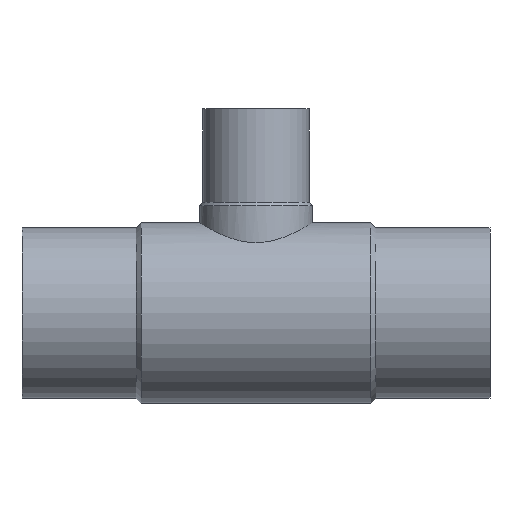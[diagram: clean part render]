
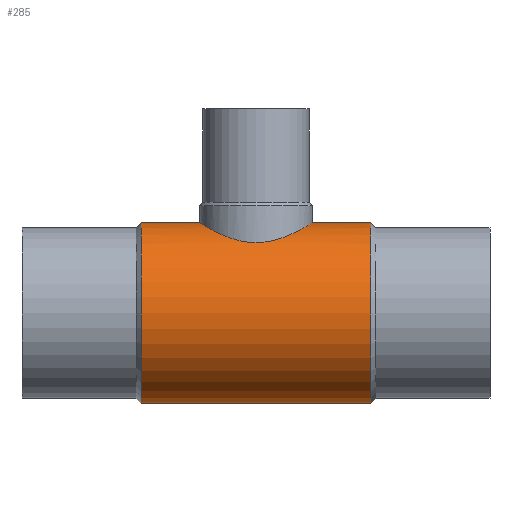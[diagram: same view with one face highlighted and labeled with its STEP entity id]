
A CAD part, top view. The second image highlights one B-rep face of the part: STEP entity #285.
In plain terms, the highlighted cylindrical face has radius 105.95 mm (diameter 211.9 mm), a partial arc.
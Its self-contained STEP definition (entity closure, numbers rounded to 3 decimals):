
#167 = VERTEX_POINT( '', #397 );
#185 = VERTEX_POINT( '', #417 );
#233 = EDGE_CURVE( '', #299, #327, #471, .T. );
#267 = EDGE_CURVE( '', #303, #299, #508, .T. );
#269 = EDGE_CURVE( '', #319, #167, #510, .T. );
#285 = ADVANCED_FACE( '', ( #528 ), #529, .T. );
#289 = EDGE_CURVE( '', #167, #303, #533, .T. );
#295 = EDGE_CURVE( '', #185, #327, #539, .T. );
#299 = VERTEX_POINT( '', #544 );
#303 = VERTEX_POINT( '', #549 );
#305 = EDGE_CURVE( '', #185, #319, #551, .T. );
#319 = VERTEX_POINT( '', #566 );
#327 = VERTEX_POINT( '', #578 );
#397 = CARTESIAN_POINT( '', ( -139.95, 105.95, 0. ) );
#417 = CARTESIAN_POINT( '', ( -410.05, -105.95, 0. ) );
#471 = LINE( '', #917, #918 );
#508 = B_SPLINE_CURVE_WITH_KNOTS( '', 3, ( #965, #966, #967, #968, #969, #970, #971, #972, #973, #974, #975, #976, #977, #978, #979, #980, #981, #982, #983, #984, #985, #986, #987, #988, #989, #990, #991, #992, #993, #994, #995, #996, #997, #998, #999, #1000, #1001, #1002, #1003, #1004, #1005, #1006, #1007, #1008, #1009, #1010, #1011, #1012, #1013, #1014, #1015, #1016, #1017, #1018, #1019, #1020, #1021, #1022, #1023, #1024, #1025, #1026, #1027, #1028, #1029, #1030 ), .UNSPECIFIED., .F., .F., ( 4, 2, 2, 2, 2, 2, 2, 2, 2, 2, 2, 2, 2, 2, 2, 2, 2, 2, 2, 2, 2, 2, 2, 2, 2, 2, 2, 2, 2, 2, 2, 2, 4 ), ( 103.245, 109.673, 116.1, 122.527, 128.954, 135.382, 141.809, 148.236, 154.664, 161.142, 167.62, 174.099, 180.577, 187.056, 193.534, 200.012, 206.491, 212.969, 219.448, 225.926, 232.404, 238.883, 245.361, 251.84, 258.318, 264.745, 271.173, 277.6, 284.027, 290.454, 296.882, 303.309, 309.736 ), .UNSPECIFIED. );
#510 = CIRCLE( '', #1033, 105.95 );
#528 = FACE_OUTER_BOUND( '', #1055, .T. );
#529 = CYLINDRICAL_SURFACE( '', #1056, 105.95 );
#533 = LINE( '', #1063, #1064 );
#539 = CIRCLE( '', #1074, 105.95 );
#544 = CARTESIAN_POINT( '', ( -341.2, 105.95, 0. ) );
#549 = CARTESIAN_POINT( '', ( -208.8, 105.95, 0. ) );
#551 = LINE( '', #1087, #1088 );
#566 = CARTESIAN_POINT( '', ( -139.95, -105.95, 0. ) );
#578 = CARTESIAN_POINT( '', ( -410.05, 105.95, 0. ) );
#917 = CARTESIAN_POINT( '', ( -275., 105.95, 0. ) );
#918 = VECTOR( '', #1310, 1. );
#965 = CARTESIAN_POINT( '', ( -208.8, 105.95, 0. ) );
#966 = CARTESIAN_POINT( '', ( -208.8, 105.95, 2.142 ) );
#967 = CARTESIAN_POINT( '', ( -208.904, 105.885, 4.312 ) );
#968 = CARTESIAN_POINT( '', ( -209.333, 105.618, 8.663 ) );
#969 = CARTESIAN_POINT( '', ( -209.657, 105.416, 10.844 ) );
#970 = CARTESIAN_POINT( '', ( -210.525, 104.88, 15.177 ) );
#971 = CARTESIAN_POINT( '', ( -211.07, 104.546, 17.328 ) );
#972 = CARTESIAN_POINT( '', ( -212.371, 103.755, 21.563 ) );
#973 = CARTESIAN_POINT( '', ( -213.128, 103.299, 23.646 ) );
#974 = CARTESIAN_POINT( '', ( -214.838, 102.284, 27.709 ) );
#975 = CARTESIAN_POINT( '', ( -215.792, 101.725, 29.691 ) );
#976 = CARTESIAN_POINT( '', ( -217.876, 100.526, 33.526 ) );
#977 = CARTESIAN_POINT( '', ( -219.006, 99.886, 35.38 ) );
#978 = CARTESIAN_POINT( '', ( -221.415, 98.556, 38.932 ) );
#979 = CARTESIAN_POINT( '', ( -222.694, 97.865, 40.631 ) );
#980 = CARTESIAN_POINT( '', ( -225.366, 96.464, 43.855 ) );
#981 = CARTESIAN_POINT( '', ( -226.759, 95.753, 45.38 ) );
#982 = CARTESIAN_POINT( '', ( -229.632, 94.338, 48.253 ) );
#983 = CARTESIAN_POINT( '', ( -231.165, 93.607, 49.653 ) );
#984 = CARTESIAN_POINT( '', ( -234.401, 92.137, 52.331 ) );
#985 = CARTESIAN_POINT( '', ( -236.102, 91.397, 53.61 ) );
#986 = CARTESIAN_POINT( '', ( -239.653, 89.943, 56.015 ) );
#987 = CARTESIAN_POINT( '', ( -241.503, 89.229, 57.141 ) );
#988 = CARTESIAN_POINT( '', ( -245.326, 87.865, 59.217 ) );
#989 = CARTESIAN_POINT( '', ( -247.3, 87.215, 60.166 ) );
#990 = CARTESIAN_POINT( '', ( -251.346, 86.016, 61.869 ) );
#991 = CARTESIAN_POINT( '', ( -253.421, 85.466, 62.623 ) );
#992 = CARTESIAN_POINT( '', ( -257.641, 84.499, 63.922 ) );
#993 = CARTESIAN_POINT( '', ( -259.787, 84.082, 64.466 ) );
#994 = CARTESIAN_POINT( '', ( -264.114, 83.408, 65.336 ) );
#995 = CARTESIAN_POINT( '', ( -266.297, 83.15, 65.662 ) );
#996 = CARTESIAN_POINT( '', ( -270.66, 82.807, 66.094 ) );
#997 = CARTESIAN_POINT( '', ( -272.841, 82.722, 66.2 ) );
#998 = CARTESIAN_POINT( '', ( -277.159, 82.722, 66.2 ) );
#999 = CARTESIAN_POINT( '', ( -279.34, 82.807, 66.094 ) );
#1000 = CARTESIAN_POINT( '', ( -283.703, 83.15, 65.662 ) );
#1001 = CARTESIAN_POINT( '', ( -285.886, 83.408, 65.336 ) );
#1002 = CARTESIAN_POINT( '', ( -290.213, 84.082, 64.466 ) );
#1003 = CARTESIAN_POINT( '', ( -292.359, 84.499, 63.922 ) );
#1004 = CARTESIAN_POINT( '', ( -296.579, 85.466, 62.623 ) );
#1005 = CARTESIAN_POINT( '', ( -298.654, 86.016, 61.869 ) );
#1006 = CARTESIAN_POINT( '', ( -302.7, 87.215, 60.166 ) );
#1007 = CARTESIAN_POINT( '', ( -304.674, 87.865, 59.217 ) );
#1008 = CARTESIAN_POINT( '', ( -308.497, 89.229, 57.141 ) );
#1009 = CARTESIAN_POINT( '', ( -310.347, 89.943, 56.015 ) );
#1010 = CARTESIAN_POINT( '', ( -313.898, 91.397, 53.61 ) );
#1011 = CARTESIAN_POINT( '', ( -315.599, 92.137, 52.331 ) );
#1012 = CARTESIAN_POINT( '', ( -318.835, 93.607, 49.653 ) );
#1013 = CARTESIAN_POINT( '', ( -320.368, 94.338, 48.253 ) );
#1014 = CARTESIAN_POINT( '', ( -323.241, 95.753, 45.38 ) );
#1015 = CARTESIAN_POINT( '', ( -324.634, 96.464, 43.855 ) );
#1016 = CARTESIAN_POINT( '', ( -327.306, 97.865, 40.631 ) );
#1017 = CARTESIAN_POINT( '', ( -328.585, 98.556, 38.932 ) );
#1018 = CARTESIAN_POINT( '', ( -330.994, 99.886, 35.38 ) );
#1019 = CARTESIAN_POINT( '', ( -332.124, 100.526, 33.526 ) );
#1020 = CARTESIAN_POINT( '', ( -334.208, 101.725, 29.691 ) );
#1021 = CARTESIAN_POINT( '', ( -335.162, 102.284, 27.709 ) );
#1022 = CARTESIAN_POINT( '', ( -336.872, 103.299, 23.646 ) );
#1023 = CARTESIAN_POINT( '', ( -337.629, 103.755, 21.563 ) );
#1024 = CARTESIAN_POINT( '', ( -338.93, 104.546, 17.328 ) );
#1025 = CARTESIAN_POINT( '', ( -339.475, 104.88, 15.177 ) );
#1026 = CARTESIAN_POINT( '', ( -340.343, 105.416, 10.844 ) );
#1027 = CARTESIAN_POINT( '', ( -340.667, 105.618, 8.663 ) );
#1028 = CARTESIAN_POINT( '', ( -341.096, 105.885, 4.312 ) );
#1029 = CARTESIAN_POINT( '', ( -341.2, 105.95, 2.142 ) );
#1030 = CARTESIAN_POINT( '', ( -341.2, 105.95, 0. ) );
#1033 = AXIS2_PLACEMENT_3D( '', #1348, #1349, #1350 );
#1055 = EDGE_LOOP( '', ( #1370, #1371, #1372, #1373, #1374, #1375 ) );
#1056 = AXIS2_PLACEMENT_3D( '', #1376, #1377, #1378 );
#1063 = CARTESIAN_POINT( '', ( -275., 105.95, 0. ) );
#1064 = VECTOR( '', #1380, 1. );
#1074 = AXIS2_PLACEMENT_3D( '', #1385, #1386, #1387 );
#1087 = CARTESIAN_POINT( '', ( -275., -105.95, 0. ) );
#1088 = VECTOR( '', #1404, 1. );
#1310 = DIRECTION( '', ( -1., 0., 0. ) );
#1348 = CARTESIAN_POINT( '', ( -139.95, 0., 0. ) );
#1349 = DIRECTION( '', ( -1., 0., 0. ) );
#1350 = DIRECTION( '', ( 0., 1., 0. ) );
#1370 = ORIENTED_EDGE( '', *, *, #289, .T. );
#1371 = ORIENTED_EDGE( '', *, *, #267, .T. );
#1372 = ORIENTED_EDGE( '', *, *, #233, .T. );
#1373 = ORIENTED_EDGE( '', *, *, #295, .F. );
#1374 = ORIENTED_EDGE( '', *, *, #305, .T. );
#1375 = ORIENTED_EDGE( '', *, *, #269, .T. );
#1376 = CARTESIAN_POINT( '', ( -275., 0., 0. ) );
#1377 = DIRECTION( '', ( 1., 0., 0. ) );
#1378 = DIRECTION( '', ( 0., 1., 0. ) );
#1380 = DIRECTION( '', ( -1., 0., 0. ) );
#1385 = CARTESIAN_POINT( '', ( -410.05, 0., 0. ) );
#1386 = DIRECTION( '', ( -1., 0., 0. ) );
#1387 = DIRECTION( '', ( 0., 1., 0. ) );
#1404 = DIRECTION( '', ( 1., 0., 0. ) );
